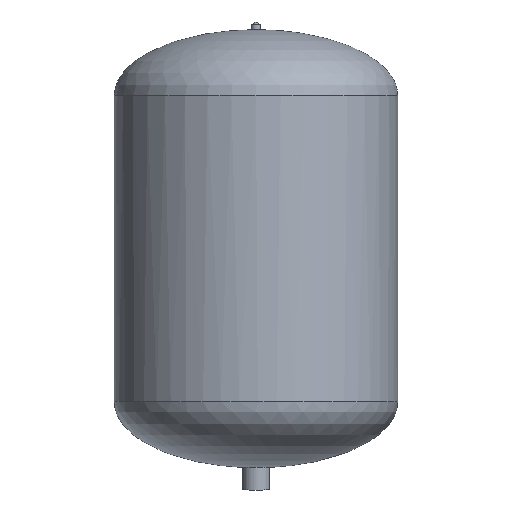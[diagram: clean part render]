
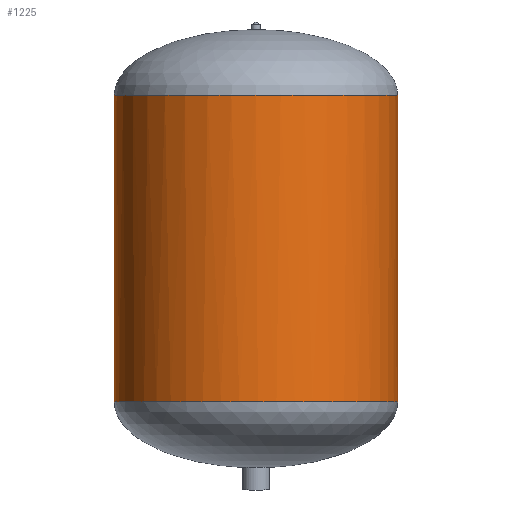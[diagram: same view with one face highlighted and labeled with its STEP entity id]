
A CAD part, front view. The second image highlights one B-rep face of the part: STEP entity #1225.
In plain terms, the highlighted cylindrical face has radius 140 mm (diameter 280 mm), a partial arc.
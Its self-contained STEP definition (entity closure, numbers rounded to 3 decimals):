
#498=CARTESIAN_POINT('Vertex',(140.,0.,116.9)) ;
#502=CARTESIAN_POINT('Control Point',(-140.,0.,116.9)) ;
#503=CARTESIAN_POINT('Control Point',(-140.,-1.08,116.9)) ;
#504=CARTESIAN_POINT('Control Point',(-139.941,-6.173,116.9)) ;
#505=CARTESIAN_POINT('Control Point',(-139.339,-15.267,116.9)) ;
#506=CARTESIAN_POINT('Control Point',(-137.513,-27.176,116.9)) ;
#507=CARTESIAN_POINT('Control Point',(-134.671,-38.884,116.9)) ;
#508=CARTESIAN_POINT('Control Point',(-130.835,-50.305,116.9)) ;
#509=CARTESIAN_POINT('Control Point',(-126.031,-61.355,116.9)) ;
#510=CARTESIAN_POINT('Control Point',(-120.297,-71.951,116.9)) ;
#511=CARTESIAN_POINT('Control Point',(-113.674,-82.016,116.9)) ;
#512=CARTESIAN_POINT('Control Point',(-106.211,-91.475,116.9)) ;
#513=CARTESIAN_POINT('Control Point',(-97.963,-100.257,116.9)) ;
#514=CARTESIAN_POINT('Control Point',(-88.992,-108.3,116.9)) ;
#515=CARTESIAN_POINT('Control Point',(-79.363,-115.542,116.9)) ;
#516=CARTESIAN_POINT('Control Point',(-69.147,-121.93,116.9)) ;
#517=CARTESIAN_POINT('Control Point',(-58.421,-127.418,116.9)) ;
#518=CARTESIAN_POINT('Control Point',(-47.264,-131.964,116.9)) ;
#519=CARTESIAN_POINT('Control Point',(-35.757,-135.535,116.9)) ;
#520=CARTESIAN_POINT('Control Point',(-23.986,-138.105,116.9)) ;
#521=CARTESIAN_POINT('Control Point',(-12.037,-139.655,116.9)) ;
#522=CARTESIAN_POINT('Control Point',(0.,-140.172,116.9)) ;
#523=CARTESIAN_POINT('Control Point',(12.037,-139.655,116.9)) ;
#524=CARTESIAN_POINT('Control Point',(23.986,-138.105,116.9)) ;
#525=CARTESIAN_POINT('Control Point',(35.757,-135.535,116.9)) ;
#526=CARTESIAN_POINT('Control Point',(47.264,-131.964,116.9)) ;
#527=CARTESIAN_POINT('Control Point',(58.421,-127.418,116.9)) ;
#528=CARTESIAN_POINT('Control Point',(69.147,-121.93,116.9)) ;
#529=CARTESIAN_POINT('Control Point',(79.363,-115.542,116.9)) ;
#530=CARTESIAN_POINT('Control Point',(88.992,-108.3,116.9)) ;
#531=CARTESIAN_POINT('Control Point',(97.963,-100.257,116.9)) ;
#532=CARTESIAN_POINT('Control Point',(106.211,-91.475,116.9)) ;
#533=CARTESIAN_POINT('Control Point',(113.674,-82.016,116.9)) ;
#534=CARTESIAN_POINT('Control Point',(120.297,-71.951,116.9)) ;
#535=CARTESIAN_POINT('Control Point',(126.031,-61.355,116.9)) ;
#536=CARTESIAN_POINT('Control Point',(130.835,-50.305,116.9)) ;
#537=CARTESIAN_POINT('Control Point',(134.671,-38.884,116.9)) ;
#538=CARTESIAN_POINT('Control Point',(137.513,-27.176,116.9)) ;
#539=CARTESIAN_POINT('Control Point',(139.339,-15.267,116.9)) ;
#540=CARTESIAN_POINT('Control Point',(139.941,-6.173,116.9)) ;
#541=CARTESIAN_POINT('Control Point',(140.,-1.08,116.9)) ;
#542=CARTESIAN_POINT('Control Point',(140.,0.,116.9)) ;
#543=CARTESIAN_POINT('Vertex',(-140.,0.,116.9)) ;
#1186=CARTESIAN_POINT('Vertex',(140.,0.,419.9)) ;
#1188=CARTESIAN_POINT('Vertex',(-140.,0.,419.9)) ;
#1191=CARTESIAN_POINT('Line Origine',(140.,0.,116.9)) ;
#1196=CARTESIAN_POINT('Line Origine',(-140.,0.,116.9)) ;
#1209=CARTESIAN_POINT('Axis2P3D Location',(0.,0.,116.9)) ;
#1214=CARTESIAN_POINT('Axis2P3D Location',(0.,0.,419.9)) ;
#1193=VECTOR('Line Direction',#1192,1.) ;
#1198=VECTOR('Line Direction',#1197,1.) ;
#1192=DIRECTION('Vector Direction',(0.,0.,1.)) ;
#1197=DIRECTION('Vector Direction',(0.,0.,1.)) ;
#1210=DIRECTION('Axis2P3D Direction',(0.,-0.,1.)) ;
#1211=DIRECTION('Axis2P3D XDirection',(0.,1.,0.)) ;
#1215=DIRECTION('Axis2P3D Direction',(0.,-0.,1.)) ;
#1212=AXIS2_PLACEMENT_3D('Cylinder Axis2P3D',#1209,#1210,#1211) ;
#1216=AXIS2_PLACEMENT_3D('Circle Axis2P3D',#1214,#1215,$) ;
#1194=LINE('Line',#1191,#1193) ;
#1199=LINE('Line',#1196,#1198) ;
#1217=CIRCLE('generated circle',#1216,140.) ;
#1213=CYLINDRICAL_SURFACE('generated cylinder',#1212,140.) ;
#545=EDGE_CURVE('',#499,#544,#501,.F.) ;
#1195=EDGE_CURVE('',#1187,#499,#1194,.F.) ;
#1200=EDGE_CURVE('',#544,#1189,#1199,.T.) ;
#1218=EDGE_CURVE('',#1189,#1187,#1217,.T.) ;
#1220=ORIENTED_EDGE('',*,*,#545,.F.) ;
#1221=ORIENTED_EDGE('',*,*,#1195,.F.) ;
#1222=ORIENTED_EDGE('',*,*,#1218,.F.) ;
#1223=ORIENTED_EDGE('',*,*,#1200,.F.) ;
#1219=EDGE_LOOP('',(#1220,#1221,#1222,#1223)) ;
#499=VERTEX_POINT('',#498) ;
#544=VERTEX_POINT('',#543) ;
#1187=VERTEX_POINT('',#1186) ;
#1189=VERTEX_POINT('',#1188) ;
#1225=ADVANCED_FACE('PartBody',(#1224),#1213,.T.) ;
#1224=FACE_OUTER_BOUND('',#1219,.T.) ;
#501=(BOUNDED_CURVE()B_SPLINE_CURVE(3,(#502,#503,#504,#505,#506,#507,#508,#509,#510,#511,#512,#513,#514,#515,#516,#517,#518,#519,#520,#521,#522,#523,#524,#525,#526,#527,#528,#529,#530,#531,#532,#533,#534,#535,#536,#537,#538,#539,#540,#541,#542),.UNSPECIFIED.,.F.,.U.)B_SPLINE_CURVE_WITH_KNOTS((4,1,1,1,1,1,1,1,1,1,1,1,1,1,1,1,1,1,1,1,1,1,1,1,1,1,1,1,1,1,1,1,1,1,1,1,1,1,4),(0.,0.023,0.109,0.195,0.281,0.367,0.453,0.539,0.625,0.711,0.797,0.883,0.969,1.055,1.141,1.227,1.313,1.399,1.485,1.571,1.657,1.743,1.829,1.915,2.001,2.087,2.173,2.259,2.345,2.431,2.517,2.603,2.689,2.775,2.861,2.946,3.032,3.118,3.142),.UNSPECIFIED.)CURVE()GEOMETRIC_REPRESENTATION_ITEM()RATIONAL_B_SPLINE_CURVE((1.,1.,1.,1.,1.,1.,1.,1.,1.,1.,1.,1.,1.,1.,1.,1.,1.,1.,1.,1.,1.,1.,1.,1.,1.,1.,1.,1.,1.,1.,1.,1.,1.,1.,1.,1.,1.,1.,1.,1.,1.))REPRESENTATION_ITEM('')) ;
